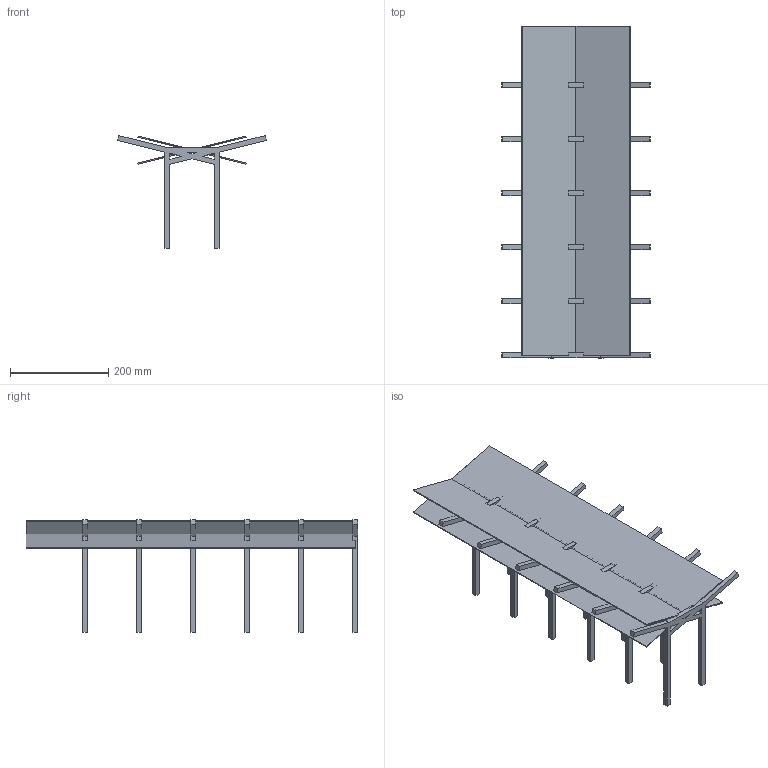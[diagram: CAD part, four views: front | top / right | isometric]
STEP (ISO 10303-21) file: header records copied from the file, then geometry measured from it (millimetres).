
FILE_DESCRIPTION(('Open CASCADE Model'),'2;1');
FILE_NAME('Open CASCADE Shape Model','2024-05-25T14:27:25',('Author'),( 'Open CASCADE'),'Open CASCADE STEP processor 7.7','Open CASCADE 7.7' ,'Unknown');
FILE_SCHEMA(('AUTOMOTIVE_DESIGN { 1 0 10303 214 1 1 1 1 }'));
Length unit declared in the file: millimetre
Products named in the file (1): Open CASCADE STEP translator 7.7 33
Bounding box: 302.43 x 675 x 229.85 mm (x, y, z)
Volume: 1083587.1 mm3; surface area: 774465.9 mm2
Topology: 1 solids, 1 shells, 248 faces, 816 edges, 544 vertices
Faces by surface type: plane 248
Entity records: 18958 total; most frequent: CARTESIAN_POINT 3761, DIRECTION 2426, LINE 1928, VECTOR 1928, ORIENTED_EDGE 1632, PCURVE 1632, DEFINITIONAL_REPRESENTATION 1632, EDGE_CURVE 816
